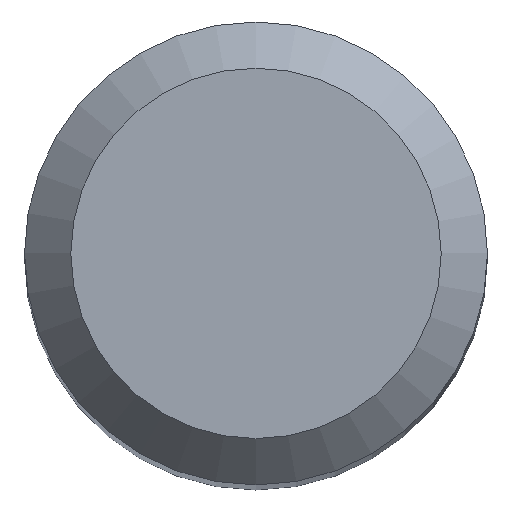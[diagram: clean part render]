
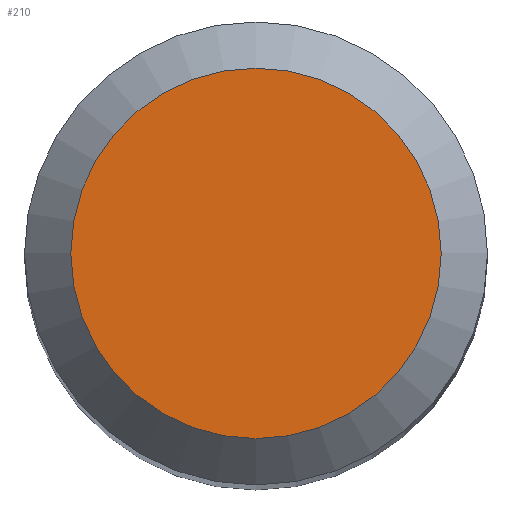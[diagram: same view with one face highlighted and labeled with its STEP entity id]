
A CAD part, top view. The second image highlights one B-rep face of the part: STEP entity #210.
In plain terms, the highlighted planar face has unit normal (0, 0, 1).
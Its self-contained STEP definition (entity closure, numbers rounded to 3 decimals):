
#14 = FACE_OUTER_BOUND ( 'NONE', #140, .T. ) ;
#41 = EDGE_CURVE ( 'NONE', #205, #205, #152, .T. ) ;
#55 = DIRECTION ( 'NONE',  ( 0., 1., 0. ) ) ;
#86 = ORIENTED_EDGE ( 'NONE', *, *, #41, .F. ) ;
#96 = CARTESIAN_POINT ( 'NONE',  ( 0., 0., 60. ) ) ;
#99 = DIRECTION ( 'NONE',  ( 0., 0., -1. ) ) ;
#104 = AXIS2_PLACEMENT_3D ( 'NONE', #96, #99, #206 ) ;
#110 = PLANE ( 'NONE',  #104 ) ;
#140 = EDGE_LOOP ( 'NONE', ( #86 ) ) ;
#144 = DIRECTION ( 'NONE',  ( 0., 0., -1. ) ) ;
#146 = CARTESIAN_POINT ( 'NONE',  ( 0., 0., 60. ) ) ;
#152 = CIRCLE ( 'NONE', #180, 2.4 ) ;
#174 = CARTESIAN_POINT ( 'NONE',  ( 0., 2.4, 60. ) ) ;
#180 = AXIS2_PLACEMENT_3D ( 'NONE', #146, #144, #55 ) ;
#205 = VERTEX_POINT ( 'NONE', #174 ) ;
#206 = DIRECTION ( 'NONE',  ( 0., 1., 0. ) ) ;
#210 = ADVANCED_FACE ( 'NONE', ( #14 ), #110, .F. ) ;
